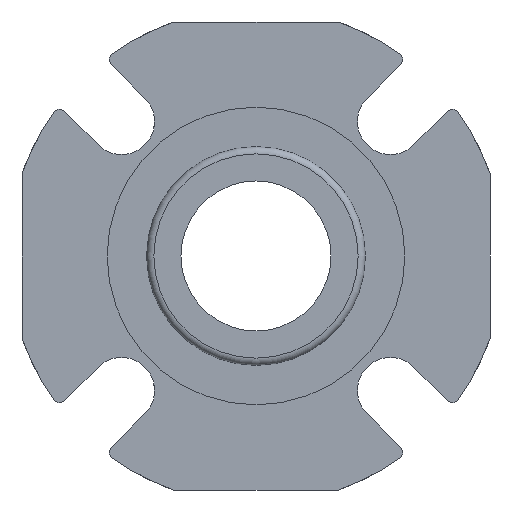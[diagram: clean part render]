
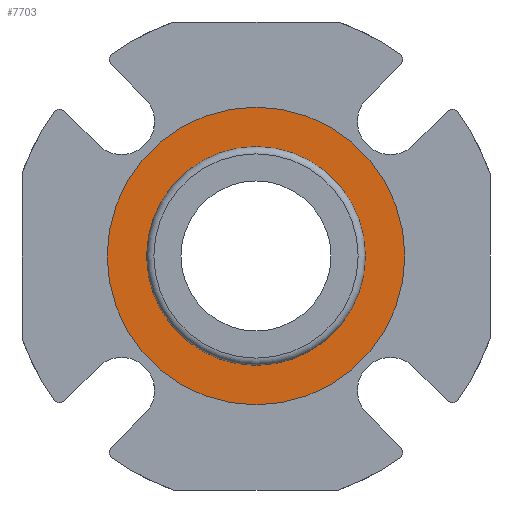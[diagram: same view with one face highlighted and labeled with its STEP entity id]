
A CAD part, left-side view. The second image highlights one B-rep face of the part: STEP entity #7703.
In plain terms, the highlighted planar face has unit normal (-1, 0, 0).
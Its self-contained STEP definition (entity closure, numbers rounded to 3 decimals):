
#1448=PLANE('',#8652);
#3688=ORIENTED_EDGE('',*,*,#4822,.T.);
#3689=ORIENTED_EDGE('',*,*,#4821,.T.);
#4821=EDGE_CURVE('',#5519,#5519,#5975,.T.);
#4822=EDGE_CURVE('',#5520,#5520,#5976,.T.);
#5519=VERTEX_POINT('',#14497);
#5520=VERTEX_POINT('',#14500);
#5975=CIRCLE('',#8651,31.5);
#5976=CIRCLE('',#8653,23.152);
#6498=EDGE_LOOP('',(#3688));
#6499=EDGE_LOOP('',(#3689));
#7029=FACE_BOUND('',#6498,.T.);
#7030=FACE_BOUND('',#6499,.T.);
#7703=ADVANCED_FACE('',(#7029,#7030),#1448,.F.);
#8651=AXIS2_PLACEMENT_3D('',#14496,#11000,#11001);
#8652=AXIS2_PLACEMENT_3D('',#14498,#11002,#11003);
#8653=AXIS2_PLACEMENT_3D('',#14499,#11004,#11005);
#11000=DIRECTION('',(-1.,0.,0.));
#11001=DIRECTION('',(0.,0.,1.));
#11002=DIRECTION('',(1.,0.,0.));
#11003=DIRECTION('',(0.,0.,-1.));
#11004=DIRECTION('',(1.,0.,0.));
#11005=DIRECTION('',(0.,0.,-1.));
#14496=CARTESIAN_POINT('',(-13.437,0.,0.));
#14497=CARTESIAN_POINT('',(-13.437,0.,31.5));
#14498=CARTESIAN_POINT('',(-13.437,0.,31.5));
#14499=CARTESIAN_POINT('',(-13.437,0.,0.));
#14500=CARTESIAN_POINT('',(-13.437,0.,-23.152));
